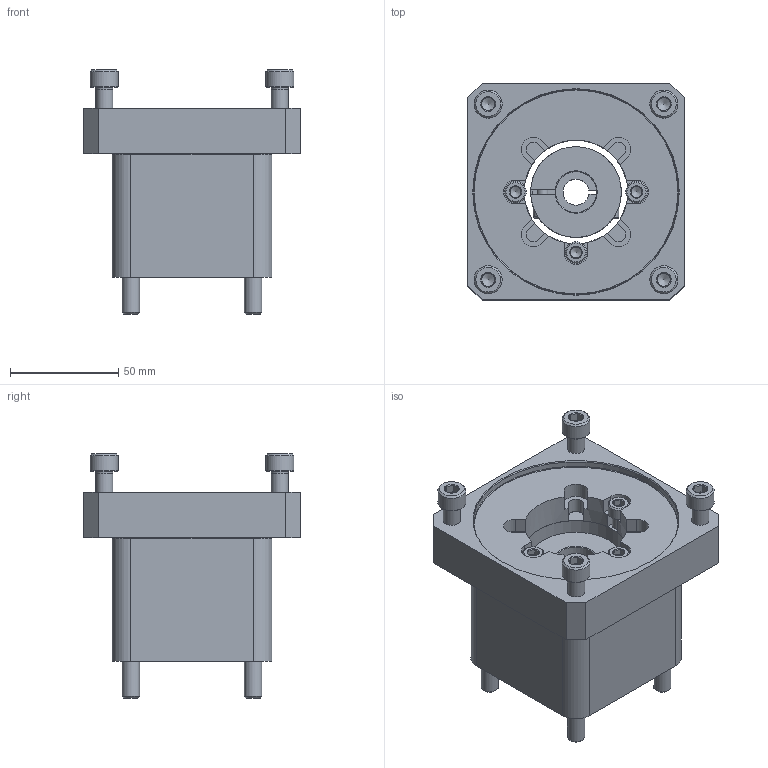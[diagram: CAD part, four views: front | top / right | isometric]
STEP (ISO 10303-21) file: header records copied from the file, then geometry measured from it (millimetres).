
FILE_DESCRIPTION(/* description */ ('STEP AP214'),/* implementation_level */ '2;1');
FILE_NAME(/* name */ '550983_EAMM-A-D60-100A',/* time_stamp */ '2024-08-27T00:18:57+02:00',/* author */ ('License CC BY-ND 4.0'),/* organization */ ('CADENAS'),/* preprocessor_version */ 'ST-DEVELOPER v19.3',/* originating_system */ 'PARTsolutions',/* authorisation */ ' ');
FILE_SCHEMA (('AUTOMOTIVE_DESIGN {1 0 10303 214 3 1 1}'));
Length unit declared in the file: millimetre
Products named in the file (7): 550983 EAMM-A-D60-100A; 551007 EAMK-A-D60-64-L61---(1O); DIN-912 - M8x40(F); 742367 EAMF-A-64A/C-100A(20); DIN-912 - M8x25(F); DIN-912 - M6x20(F); 551005 EAMC-42-50-12-19
Assembly tree (14 placements, depth 2):
  550983 EAMM-A-D60-100A
    551007 EAMK-A-D60-64-L61---(1O)
    DIN-912 - M8x40(F)  x4
    742367 EAMF-A-64A/C-100A(20)
    DIN-912 - M8x25(F)  x4
    DIN-912 - M6x20(F)  x3
    551005 EAMC-42-50-12-19
Bounding box: 100 x 100 x 113 mm (x, y, z)
Volume: 388935.5 mm3; surface area: 100847.6 mm2
Topology: 14 solids, 14 shells, 511 faces, 1087 edges, 633 vertices
Faces by surface type: plane 248, cone 148, cylinder 110, torus 5
Full cylindrical faces by diameter (mm): 4.917 x4, 5 x4, 6 x3, 6.647 x4, 8 x8, 8.5 x2, 9 x4, 10 x3, 13 x8, 14 x4, 19.2 x1, 40 x2, 42 x1, 48 x1, 60 x1, 64 x2, 95 x1
Entity records: 7963 total; most frequent: CARTESIAN_POINT 1428, DIRECTION 1416, ORIENTED_EDGE 1128, AXIS2_PLACEMENT_3D 580, EDGE_CURVE 564, FACE_BOUND 422, EDGE_LOOP 415, VERTEX_POINT 398
